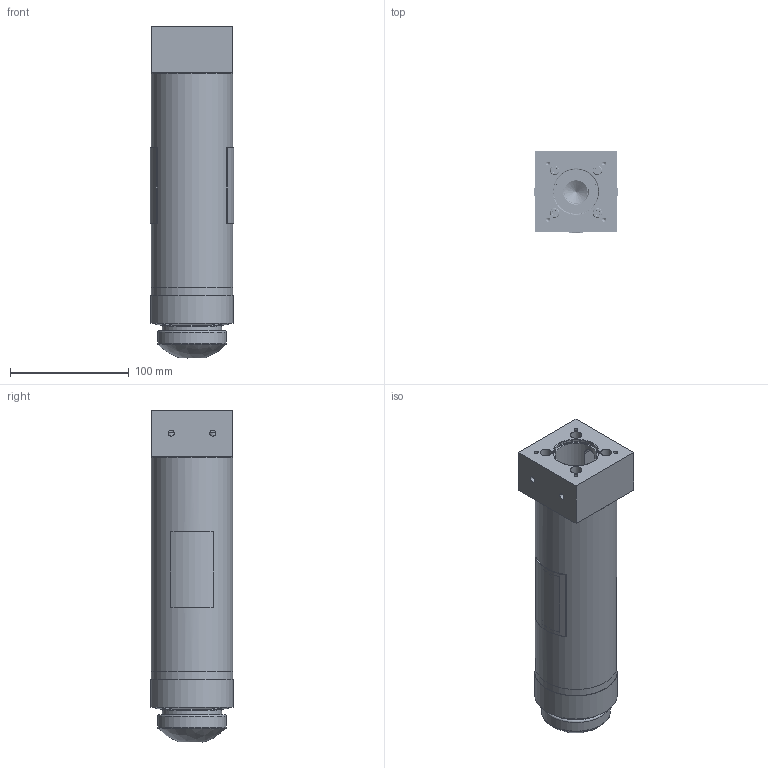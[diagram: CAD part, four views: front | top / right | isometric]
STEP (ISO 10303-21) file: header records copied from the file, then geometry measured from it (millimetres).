
FILE_DESCRIPTION(/* description */ (''),/* implementation_level */ '2;1');
FILE_NAME(/* name */ 'AC10 ABS.stp',/* time_stamp */ '2018-12-13T15:04:28-05:00',/* author */ ('sboulais'),/* organization */ (''),/* preprocessor_version */ 'ST-DEVELOPER v16.13',/* originating_system */ 'Autodesk Inventor 2018',/* authorisation */ '');
FILE_SCHEMA (('AUTOMOTIVE_DESIGN { 1 0 10303 214 3 1 1 }'));
Products named in the file (1): AC10 ABS
Bounding box: 69.96 x 69.08 x 279.19 mm (x, y, z)
Volume: 784756.1 mm3; surface area: 192718.7 mm2
Topology: 25 solids, 25 shells, 446 faces, 1163 edges, 793 vertices
Faces by surface type: plane 181, cylinder 133, cone 90, torus 23, bspline 18, sphere 1
Full cylindrical faces by diameter (mm): 3.302 x9, 3.683 x6, 3.962 x8, 4.978 x8, 5.105 x8, 6.35 x4, 6.502 x4, 6.528 x4, 7.925 x4, 9.398 x4, 9.525 x8, 9.652 x4, 9.728 x1, 13.494 x1, 16.669 x2, 19.447 x1, 20 x1, 25.4 x1, 34.925 x1, 34.95 x1, 38.1 x1, 38.11 x1, 38.202 x1, 41.097 x1, 41.275 x1, 41.999 x1, 44.45 x3, 45.232 x1, 50.038 x1, 58 x1
Entity records: 36991 total; most frequent: CARTESIAN_POINT 26874, DIRECTION 1884, ORIENTED_EDGE 1842, EDGE_CURVE 921, AXIS2_PLACEMENT_3D 805, VERTEX_POINT 721, EDGE_LOOP 714, STYLED_ITEM 471
